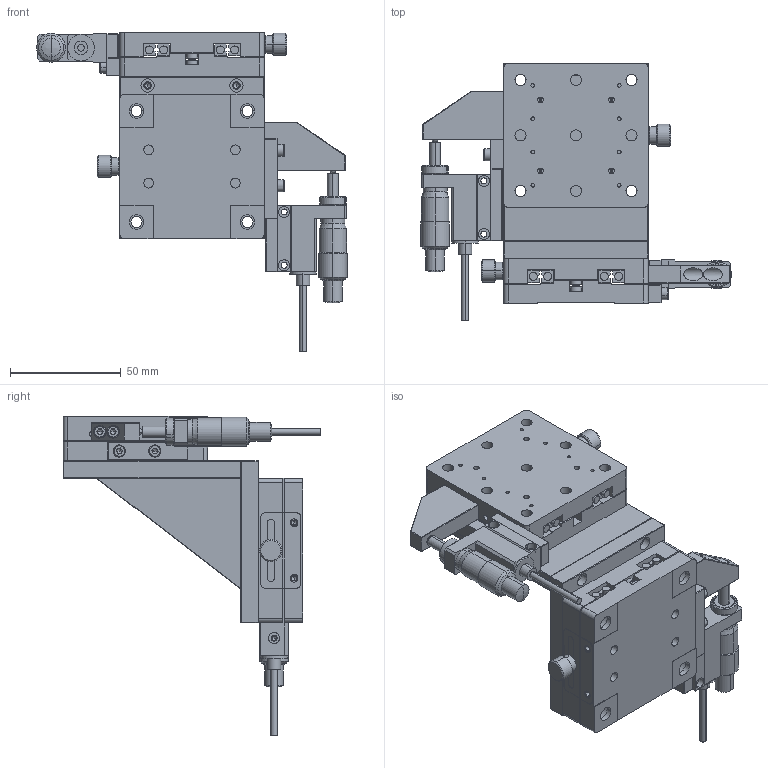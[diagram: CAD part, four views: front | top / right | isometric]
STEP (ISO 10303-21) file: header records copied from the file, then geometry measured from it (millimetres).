
FILE_DESCRIPTION (( 'STEP AP203' ), '1' );
FILE_NAME ('XZ65P83.STEP', '2021-11-15T03:47:57', ( '' ), ( '' ), 'SwSTEP 2.0', 'SolidWorks 2016', '' );
FILE_SCHEMA (( 'CONFIG_CONTROL_DESIGN' ));
Length unit declared in the file: millimetre
Products named in the file (1): XZ65P83
Bounding box: 140 x 116 x 144 mm (x, y, z)
Volume: 273784.8 mm3; surface area: 123096.8 mm2
Topology: 39 solids, 41 shells, 1304 faces, 3102 edges, 1910 vertices
Faces by surface type: plane 650, cylinder 502, cone 120, torus 24, sphere 8
Entity records: 37667 total; most frequent: DIRECTION 6832, CARTESIAN_POINT 6505, ORIENTED_EDGE 6072, EDGE_CURVE 3036, AXIS2_PLACEMENT_3D 2539, VERTEX_POINT 1904, LINE 1754, VECTOR 1754
